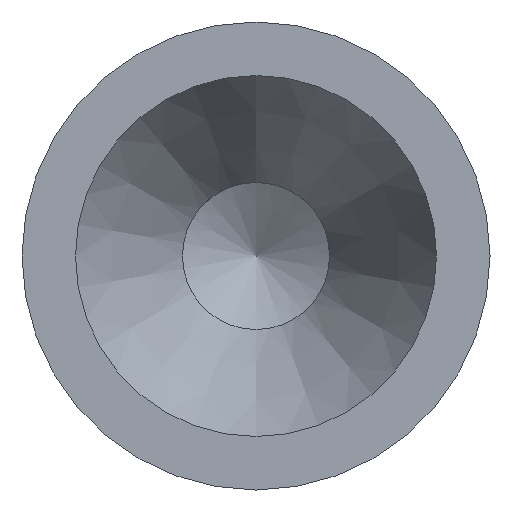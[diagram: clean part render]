
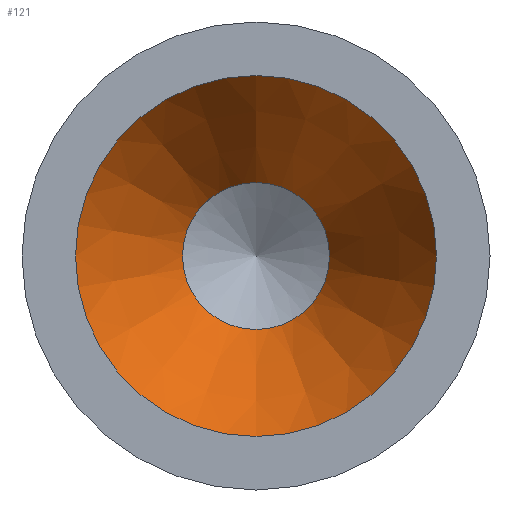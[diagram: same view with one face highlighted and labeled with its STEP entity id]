
A CAD part, left-side view. The second image highlights one B-rep face of the part: STEP entity #121.
In plain terms, the highlighted conical face has half-angle 30 degrees and reference radius 1.35 mm.
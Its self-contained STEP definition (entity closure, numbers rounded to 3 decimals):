
#37=CONICAL_SURFACE('',#760,1.35,30.);
#121=ADVANCED_FACE('',(#189,#190),#37,.F.);
#189=FACE_BOUND('',#229,.T.);
#190=FACE_BOUND('',#230,.T.);
#229=EDGE_LOOP('',(#399));
#230=EDGE_LOOP('',(#400));
#399=ORIENTED_EDGE('',*,*,#629,.T.);
#400=ORIENTED_EDGE('',*,*,#621,.F.);
#553=VERTEX_POINT('',#1101);
#562=VERTEX_POINT('',#1248);
#621=EDGE_CURVE('',#553,#553,#696,.T.);
#629=EDGE_CURVE('',#562,#562,#702,.T.);
#696=CIRCLE('',#745,1.35);
#702=CIRCLE('',#758,0.55);
#745=AXIS2_PLACEMENT_3D('',#1100,#872,#873);
#758=AXIS2_PLACEMENT_3D('',#1247,#898,#899);
#760=AXIS2_PLACEMENT_3D('',#1250,#902,#903);
#872=DIRECTION('',(1.,0.,0.));
#873=DIRECTION('',(0.,0.,-1.));
#898=DIRECTION('',(1.,0.,0.));
#899=DIRECTION('',(0.,0.,-1.));
#902=DIRECTION('',(-1.,0.,0.));
#903=DIRECTION('',(0.,0.,1.));
#1100=CARTESIAN_POINT('',(0.,0.,0.));
#1101=CARTESIAN_POINT('',(0.,0.,-1.35));
#1247=CARTESIAN_POINT('',(1.386,0.,0.));
#1248=CARTESIAN_POINT('',(1.386,0.,-0.55));
#1250=CARTESIAN_POINT('',(0.,0.,0.));
